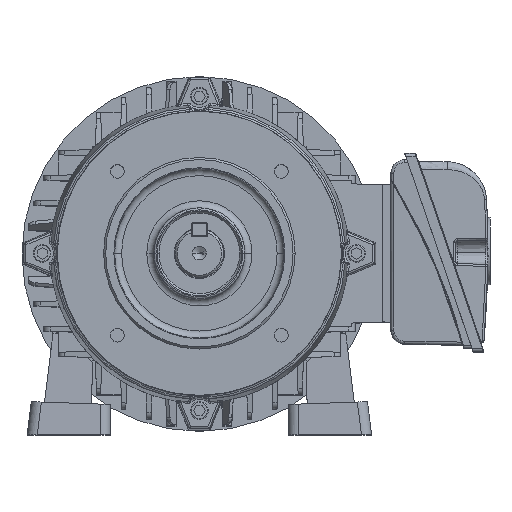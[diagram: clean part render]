
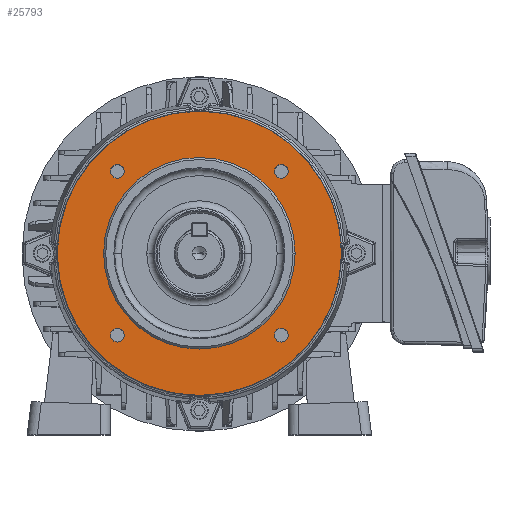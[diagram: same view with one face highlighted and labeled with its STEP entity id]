
A CAD part, top view. The second image highlights one B-rep face of the part: STEP entity #25793.
In plain terms, the highlighted planar face has unit normal (0, 0, 1).
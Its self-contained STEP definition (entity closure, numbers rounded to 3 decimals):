
#440 = CIRCLE ( 'NONE', #12801, 70.526 ) ;
#1278 = ORIENTED_EDGE ( 'NONE', *, *, #27251, .F. ) ;
#1817 = FACE_BOUND ( 'NONE', #24880, .T. ) ;
#2091 = VERTEX_POINT ( 'NONE', #23560 ) ;
#2412 = FACE_OUTER_BOUND ( 'NONE', #10969, .T. ) ;
#3340 = CARTESIAN_POINT ( 'NONE',  ( 40.659, -40.659, 7.1 ) ) ;
#3635 = CIRCLE ( 'NONE', #36937, 3.4 ) ;
#4423 = ORIENTED_EDGE ( 'NONE', *, *, #27260, .T. ) ;
#4619 = CARTESIAN_POINT ( 'NONE',  ( -40.659, -40.659, 7.1 ) ) ;
#5081 = ORIENTED_EDGE ( 'NONE', *, *, #50063, .F. ) ;
#5354 = CARTESIAN_POINT ( 'NONE',  ( -70.526, 0., 7.1 ) ) ;
#5482 = DIRECTION ( 'NONE',  ( 1., 0., 0. ) ) ;
#5682 = EDGE_CURVE ( 'NONE', #30924, #2091, #40638, .T. ) ;
#5826 = CARTESIAN_POINT ( 'NONE',  ( -44.059, 40.659, 7.1 ) ) ;
#6694 = CARTESIAN_POINT ( 'NONE',  ( -40.659, 40.659, 7.1 ) ) ;
#7047 = ORIENTED_EDGE ( 'NONE', *, *, #45360, .F. ) ;
#7088 = CARTESIAN_POINT ( 'NONE',  ( 70.526, 0., 7.1 ) ) ;
#8102 = ORIENTED_EDGE ( 'NONE', *, *, #25593, .F. ) ;
#8479 = VERTEX_POINT ( 'NONE', #5826 ) ;
#8500 = DIRECTION ( 'NONE',  ( 1., 0., 0. ) ) ;
#10969 = EDGE_LOOP ( 'NONE', ( #4423, #16699 ) ) ;
#11063 = DIRECTION ( 'NONE',  ( 1., 0., 0. ) ) ;
#11561 = DIRECTION ( 'NONE',  ( 1., 0., 0. ) ) ;
#12801 = AXIS2_PLACEMENT_3D ( 'NONE', #27820, #14692, #5482 ) ;
#13218 = AXIS2_PLACEMENT_3D ( 'NONE', #56272, #20874, #11063 ) ;
#13405 = CARTESIAN_POINT ( 'NONE',  ( -40.659, 40.659, 7.1 ) ) ;
#13800 = ORIENTED_EDGE ( 'NONE', *, *, #27124, .F. ) ;
#14571 = CIRCLE ( 'NONE', #47836, 3.4 ) ;
#14692 = DIRECTION ( 'NONE',  ( 0., 0., 1. ) ) ;
#14792 = CIRCLE ( 'NONE', #45200, 3.4 ) ;
#15123 = AXIS2_PLACEMENT_3D ( 'NONE', #3340, #21505, #35225 ) ;
#15465 = CARTESIAN_POINT ( 'NONE',  ( 40.659, 40.659, 7.1 ) ) ;
#16157 = CIRCLE ( 'NONE', #49388, 70.526 ) ;
#16308 = EDGE_LOOP ( 'NONE', ( #20034, #20209 ) ) ;
#16699 = ORIENTED_EDGE ( 'NONE', *, *, #33857, .T. ) ;
#17528 = CIRCLE ( 'NONE', #57469, 3.4 ) ;
#17796 = CARTESIAN_POINT ( 'NONE',  ( -37.259, 40.659, 7.1 ) ) ;
#17798 = AXIS2_PLACEMENT_3D ( 'NONE', #4619, #40947, #33192 ) ;
#18050 = VERTEX_POINT ( 'NONE', #17796 ) ;
#18284 = ORIENTED_EDGE ( 'NONE', *, *, #33171, .F. ) ;
#19019 = CARTESIAN_POINT ( 'NONE',  ( 0., 0., 7.1 ) ) ;
#19644 = ORIENTED_EDGE ( 'NONE', *, *, #37286, .F. ) ;
#19901 = CIRCLE ( 'NONE', #15123, 3.4 ) ;
#20034 = ORIENTED_EDGE ( 'NONE', *, *, #5682, .F. ) ;
#20209 = ORIENTED_EDGE ( 'NONE', *, *, #25251, .F. ) ;
#20275 = VERTEX_POINT ( 'NONE', #49898 ) ;
#20375 = DIRECTION ( 'NONE',  ( 0., 0., 1. ) ) ;
#20874 = DIRECTION ( 'NONE',  ( 0., 0., 1. ) ) ;
#20989 = VERTEX_POINT ( 'NONE', #5354 ) ;
#21156 = PLANE ( 'NONE',  #13218 ) ;
#21505 = DIRECTION ( 'NONE',  ( 0., 0., 1. ) ) ;
#23560 = CARTESIAN_POINT ( 'NONE',  ( -44.059, -40.659, 7.1 ) ) ;
#24452 = FACE_BOUND ( 'NONE', #28684, .T. ) ;
#24751 = AXIS2_PLACEMENT_3D ( 'NONE', #41318, #32398, #50510 ) ;
#24854 = DIRECTION ( 'NONE',  ( 1., 0., 0. ) ) ;
#24880 = EDGE_LOOP ( 'NONE', ( #18284, #1278 ) ) ;
#25056 = FACE_BOUND ( 'NONE', #56626, .T. ) ;
#25251 = EDGE_CURVE ( 'NONE', #2091, #30924, #3635, .T. ) ;
#25341 = FACE_BOUND ( 'NONE', #50879, .T. ) ;
#25517 = DIRECTION ( 'NONE',  ( 1., 0., 0. ) ) ;
#25593 = EDGE_CURVE ( 'NONE', #25769, #35408, #19901, .T. ) ;
#25743 = DIRECTION ( 'NONE',  ( 0., 0., 1. ) ) ;
#25769 = VERTEX_POINT ( 'NONE', #42609 ) ;
#25793 = ADVANCED_FACE ( 'NONE', ( #24452, #25341, #28915, #25056, #1817, #2412 ), #21156, .T. ) ;
#26369 = VERTEX_POINT ( 'NONE', #36773 ) ;
#26608 = AXIS2_PLACEMENT_3D ( 'NONE', #51682, #52292, #11561 ) ;
#27124 = EDGE_CURVE ( 'NONE', #20275, #26369, #37081, .T. ) ;
#27251 = EDGE_CURVE ( 'NONE', #30165, #30248, #46571, .T. ) ;
#27260 = EDGE_CURVE ( 'NONE', #20989, #52440, #16157, .T. ) ;
#27820 = CARTESIAN_POINT ( 'NONE',  ( 0., 0., 7.1 ) ) ;
#28684 = EDGE_LOOP ( 'NONE', ( #7047, #5081 ) ) ;
#28915 = FACE_BOUND ( 'NONE', #16308, .T. ) ;
#29773 = DIRECTION ( 'NONE',  ( 1., 0., 0. ) ) ;
#29919 = DIRECTION ( 'NONE',  ( 1., 0., 0. ) ) ;
#29987 = CARTESIAN_POINT ( 'NONE',  ( 0., 0., 7.1 ) ) ;
#30165 = VERTEX_POINT ( 'NONE', #51996 ) ;
#30248 = VERTEX_POINT ( 'NONE', #54035 ) ;
#30924 = VERTEX_POINT ( 'NONE', #46006 ) ;
#31823 = DIRECTION ( 'NONE',  ( 1., 0., 0. ) ) ;
#32398 = DIRECTION ( 'NONE',  ( 0., 0., 1. ) ) ;
#33171 = EDGE_CURVE ( 'NONE', #30248, #30165, #40355, .T. ) ;
#33192 = DIRECTION ( 'NONE',  ( 1., 0., 0. ) ) ;
#33857 = EDGE_CURVE ( 'NONE', #52440, #20989, #440, .T. ) ;
#35225 = DIRECTION ( 'NONE',  ( 1., 0., 0. ) ) ;
#35408 = VERTEX_POINT ( 'NONE', #52118 ) ;
#35434 = DIRECTION ( 'NONE',  ( 0., 0., 1. ) ) ;
#36142 = AXIS2_PLACEMENT_3D ( 'NONE', #6694, #20375, #24854 ) ;
#36616 = DIRECTION ( 'NONE',  ( 1., 0., 0. ) ) ;
#36773 = CARTESIAN_POINT ( 'NONE',  ( 44.059, 40.659, 7.1 ) ) ;
#36931 = DIRECTION ( 'NONE',  ( 0., 0., 1. ) ) ;
#36937 = AXIS2_PLACEMENT_3D ( 'NONE', #49529, #40629, #8500 ) ;
#37081 = CIRCLE ( 'NONE', #24751, 3.4 ) ;
#37286 = EDGE_CURVE ( 'NONE', #26369, #20275, #14792, .T. ) ;
#39212 = DIRECTION ( 'NONE',  ( 0., 0., 1. ) ) ;
#40355 = CIRCLE ( 'NONE', #51709, 47.5 ) ;
#40629 = DIRECTION ( 'NONE',  ( 0., 0., 1. ) ) ;
#40638 = CIRCLE ( 'NONE', #17798, 3.4 ) ;
#40947 = DIRECTION ( 'NONE',  ( 0., 0., 1. ) ) ;
#41318 = CARTESIAN_POINT ( 'NONE',  ( 40.659, 40.659, 7.1 ) ) ;
#42609 = CARTESIAN_POINT ( 'NONE',  ( 44.059, -40.659, 7.1 ) ) ;
#43162 = ORIENTED_EDGE ( 'NONE', *, *, #51804, .F. ) ;
#45200 = AXIS2_PLACEMENT_3D ( 'NONE', #15465, #36931, #29773 ) ;
#45360 = EDGE_CURVE ( 'NONE', #18050, #8479, #50381, .T. ) ;
#45511 = DIRECTION ( 'NONE',  ( 0., 0., 1. ) ) ;
#46006 = CARTESIAN_POINT ( 'NONE',  ( -37.259, -40.659, 7.1 ) ) ;
#46571 = CIRCLE ( 'NONE', #26608, 47.5 ) ;
#47836 = AXIS2_PLACEMENT_3D ( 'NONE', #13405, #35434, #36616 ) ;
#49388 = AXIS2_PLACEMENT_3D ( 'NONE', #29987, #39212, #25517 ) ;
#49529 = CARTESIAN_POINT ( 'NONE',  ( -40.659, -40.659, 7.1 ) ) ;
#49898 = CARTESIAN_POINT ( 'NONE',  ( 37.259, 40.659, 7.1 ) ) ;
#50063 = EDGE_CURVE ( 'NONE', #8479, #18050, #14571, .T. ) ;
#50381 = CIRCLE ( 'NONE', #36142, 3.4 ) ;
#50510 = DIRECTION ( 'NONE',  ( 1., 0., 0. ) ) ;
#50879 = EDGE_LOOP ( 'NONE', ( #19644, #13800 ) ) ;
#51682 = CARTESIAN_POINT ( 'NONE',  ( 0., 0., 7.1 ) ) ;
#51709 = AXIS2_PLACEMENT_3D ( 'NONE', #19019, #45511, #31823 ) ;
#51804 = EDGE_CURVE ( 'NONE', #35408, #25769, #17528, .T. ) ;
#51996 = CARTESIAN_POINT ( 'NONE',  ( -47.5, 0., 7.1 ) ) ;
#52118 = CARTESIAN_POINT ( 'NONE',  ( 37.259, -40.659, 7.1 ) ) ;
#52292 = DIRECTION ( 'NONE',  ( 0., 0., 1. ) ) ;
#52440 = VERTEX_POINT ( 'NONE', #7088 ) ;
#54035 = CARTESIAN_POINT ( 'NONE',  ( 47.5, 0., 7.1 ) ) ;
#56272 = CARTESIAN_POINT ( 'NONE',  ( 0., 80., 7.1 ) ) ;
#56626 = EDGE_LOOP ( 'NONE', ( #8102, #43162 ) ) ;
#57254 = CARTESIAN_POINT ( 'NONE',  ( 40.659, -40.659, 7.1 ) ) ;
#57469 = AXIS2_PLACEMENT_3D ( 'NONE', #57254, #25743, #29919 ) ;
